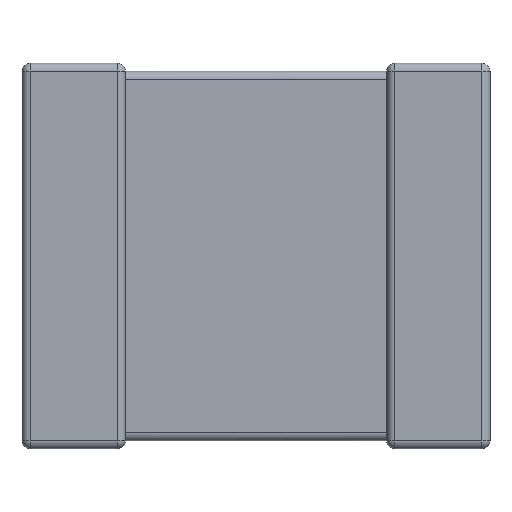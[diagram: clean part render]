
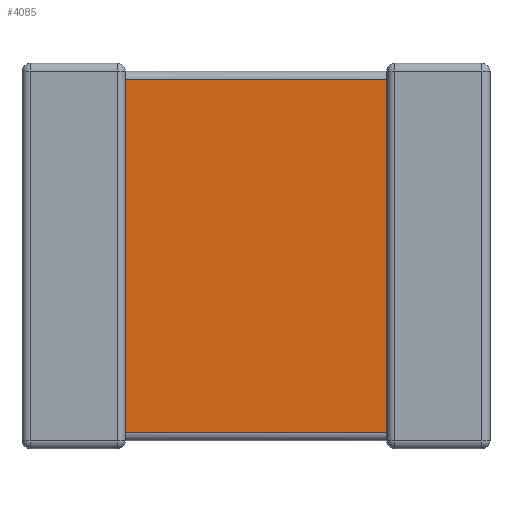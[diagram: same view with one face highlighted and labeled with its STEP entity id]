
A CAD part, front view. The second image highlights one B-rep face of the part: STEP entity #4085.
In plain terms, the highlighted planar face has unit normal (0, -1, 0).
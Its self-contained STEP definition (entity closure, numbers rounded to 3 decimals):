
#244 = EDGE_CURVE ( 'NONE', #3798, #4193, #293, .T. ) ;
#293 = LINE ( 'NONE', #1405, #3898 ) ;
#348 = CARTESIAN_POINT ( 'NONE',  ( 0.75, 0.058, -2.8 ) ) ;
#649 = CARTESIAN_POINT ( 'NONE',  ( 2.65, 0.058, -2.8 ) ) ;
#843 = VECTOR ( 'NONE', #3187, 1000. ) ;
#879 = ORIENTED_EDGE ( 'NONE', *, *, #2963, .T. ) ;
#930 = DIRECTION ( 'NONE',  ( -1., 0., 0. ) ) ;
#937 = CARTESIAN_POINT ( 'NONE',  ( 0.75, 0.058, -0.116 ) ) ;
#1405 = CARTESIAN_POINT ( 'NONE',  ( 2.65, 0.058, -2.684 ) ) ;
#1426 = DIRECTION ( 'NONE',  ( 1., 0., 0. ) ) ;
#1466 = CARTESIAN_POINT ( 'NONE',  ( 0.75, 0.058, -2.684 ) ) ;
#1639 = ORIENTED_EDGE ( 'NONE', *, *, #1837, .T. ) ;
#1837 = EDGE_CURVE ( 'NONE', #4073, #4176, #4118, .T. ) ;
#2016 = CARTESIAN_POINT ( 'NONE',  ( 0.75, 0.058, -0.116 ) ) ;
#2091 = DIRECTION ( 'NONE',  ( 0., 0., 1. ) ) ;
#2141 = ORIENTED_EDGE ( 'NONE', *, *, #244, .T. ) ;
#2448 = ORIENTED_EDGE ( 'NONE', *, *, #4061, .F. ) ;
#2503 = PLANE ( 'NONE',  #3617 ) ;
#2541 = CARTESIAN_POINT ( 'NONE',  ( 0.75, 0.058, -2.8 ) ) ;
#2721 = VECTOR ( 'NONE', #2091, 1000. ) ;
#2890 = DIRECTION ( 'NONE',  ( 0., 0., -1. ) ) ;
#2910 = CARTESIAN_POINT ( 'NONE',  ( 2.65, 0.058, -0.116 ) ) ;
#2963 = EDGE_CURVE ( 'NONE', #4193, #4073, #3800, .T. ) ;
#3187 = DIRECTION ( 'NONE',  ( 0., 0., 1. ) ) ;
#3189 = EDGE_LOOP ( 'NONE', ( #2448, #2141, #879, #1639 ) ) ;
#3617 = AXIS2_PLACEMENT_3D ( 'NONE', #348, #3932, #2890 ) ;
#3692 = VECTOR ( 'NONE', #930, 1000. ) ;
#3798 = VERTEX_POINT ( 'NONE', #1466 ) ;
#3800 = LINE ( 'NONE', #649, #2721 ) ;
#3849 = CARTESIAN_POINT ( 'NONE',  ( 2.65, 0.058, -2.684 ) ) ;
#3898 = VECTOR ( 'NONE', #1426, 1000. ) ;
#3932 = DIRECTION ( 'NONE',  ( 0., -1., 0. ) ) ;
#4061 = EDGE_CURVE ( 'NONE', #3798, #4176, #4321, .T. ) ;
#4073 = VERTEX_POINT ( 'NONE', #2910 ) ;
#4085 = ADVANCED_FACE ( 'NONE', ( #4613 ), #2503, .T. ) ;
#4118 = LINE ( 'NONE', #2016, #3692 ) ;
#4176 = VERTEX_POINT ( 'NONE', #937 ) ;
#4193 = VERTEX_POINT ( 'NONE', #3849 ) ;
#4321 = LINE ( 'NONE', #2541, #843 ) ;
#4613 = FACE_OUTER_BOUND ( 'NONE', #3189, .T. ) ;
